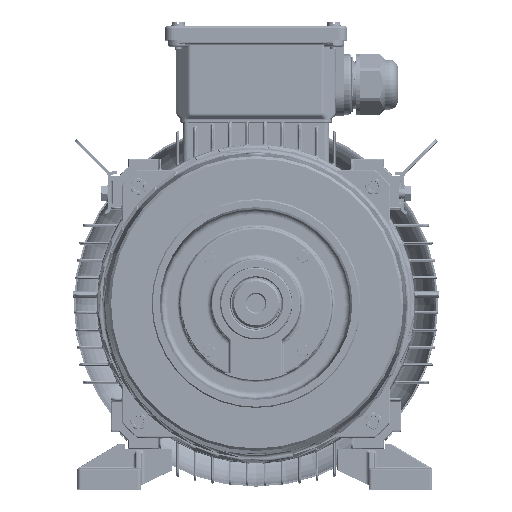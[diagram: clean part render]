
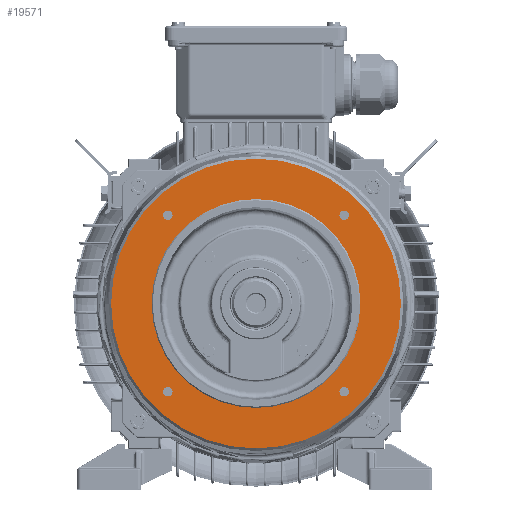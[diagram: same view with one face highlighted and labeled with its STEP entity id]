
A CAD part, top view. The second image highlights one B-rep face of the part: STEP entity #19571.
In plain terms, the highlighted planar face has unit normal (0, 0, 1).
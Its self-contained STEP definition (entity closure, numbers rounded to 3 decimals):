
#12465=PLANE('',#159573);
#14631=FACE_BOUND('',#39745,.T.);
#14632=FACE_BOUND('',#39746,.T.);
#14633=FACE_BOUND('',#39747,.T.);
#14634=FACE_BOUND('',#39748,.T.);
#14635=FACE_BOUND('',#39749,.T.);
#14636=FACE_BOUND('',#39750,.T.);
#19571=ADVANCED_FACE('',(#14631,#14632,#14633,#14634,#14635,#14636),#12465,
 .T.);
#39745=EDGE_LOOP('',(#92724));
#39746=EDGE_LOOP('',(#92725,#92726));
#39747=EDGE_LOOP('',(#92727,#92728));
#39748=EDGE_LOOP('',(#92729));
#39749=EDGE_LOOP('',(#92730,#92731));
#39750=EDGE_LOOP('',(#92732,#92733));
#92724=ORIENTED_EDGE('',*,*,#138770,.T.);
#92725=ORIENTED_EDGE('',*,*,#138771,.F.);
#92726=ORIENTED_EDGE('',*,*,#138772,.F.);
#92727=ORIENTED_EDGE('',*,*,#138773,.F.);
#92728=ORIENTED_EDGE('',*,*,#138774,.F.);
#92729=ORIENTED_EDGE('',*,*,#138775,.F.);
#92730=ORIENTED_EDGE('',*,*,#138776,.T.);
#92731=ORIENTED_EDGE('',*,*,#138777,.T.);
#92732=ORIENTED_EDGE('',*,*,#138778,.T.);
#92733=ORIENTED_EDGE('',*,*,#138779,.T.);
#120612=VERTEX_POINT('',#245767);
#120613=VERTEX_POINT('',#245769);
#120614=VERTEX_POINT('',#245770);
#120615=VERTEX_POINT('',#245773);
#120616=VERTEX_POINT('',#245774);
#120617=VERTEX_POINT('',#245777);
#120618=VERTEX_POINT('',#245779);
#120619=VERTEX_POINT('',#245780);
#120620=VERTEX_POINT('',#245783);
#120621=VERTEX_POINT('',#245784);
#138770=EDGE_CURVE('',#120612,#120612,#150317,.T.);
#138771=EDGE_CURVE('',#120613,#120614,#150318,.T.);
#138772=EDGE_CURVE('',#120614,#120613,#150319,.T.);
#138773=EDGE_CURVE('',#120615,#120616,#150320,.T.);
#138774=EDGE_CURVE('',#120616,#120615,#150321,.T.);
#138775=EDGE_CURVE('',#120617,#120617,#150322,.T.);
#138776=EDGE_CURVE('',#120618,#120619,#150323,.T.);
#138777=EDGE_CURVE('',#120619,#120618,#150324,.T.);
#138778=EDGE_CURVE('',#120620,#120621,#150325,.T.);
#138779=EDGE_CURVE('',#120621,#120620,#150326,.T.);
#150317=CIRCLE('',#159563,124.862);
#150318=CIRCLE('',#159564,4.1);
#150319=CIRCLE('',#159565,4.1);
#150320=CIRCLE('',#159566,4.1);
#150321=CIRCLE('',#159567,4.1);
#150322=CIRCLE('',#159568,90.);
#150323=CIRCLE('',#159569,4.1);
#150324=CIRCLE('',#159570,4.1);
#150325=CIRCLE('',#159571,4.1);
#150326=CIRCLE('',#159572,4.1);
#159563=AXIS2_PLACEMENT_3D('',#245766,#187173,#187174);
#159564=AXIS2_PLACEMENT_3D('',#245768,#187175,#187176);
#159565=AXIS2_PLACEMENT_3D('',#245771,#187177,#187178);
#159566=AXIS2_PLACEMENT_3D('',#245772,#187179,#187180);
#159567=AXIS2_PLACEMENT_3D('',#245775,#187181,#187182);
#159568=AXIS2_PLACEMENT_3D('',#245776,#187183,#187184);
#159569=AXIS2_PLACEMENT_3D('',#245778,#187185,#187186);
#159570=AXIS2_PLACEMENT_3D('',#245781,#187187,#187188);
#159571=AXIS2_PLACEMENT_3D('',#245782,#187189,#187190);
#159572=AXIS2_PLACEMENT_3D('',#245785,#187191,#187192);
#159573=AXIS2_PLACEMENT_3D('',#245786,#187193,#187194);
#187173=DIRECTION('',(0.,0.,1.));
#187174=DIRECTION('',(-1.,0.,0.));
#187175=DIRECTION('',(0.,0.,1.));
#187176=DIRECTION('',(-1.,0.,0.));
#187177=DIRECTION('',(0.,0.,1.));
#187178=DIRECTION('',(-1.,0.,0.));
#187179=DIRECTION('',(0.,0.,1.));
#187180=DIRECTION('',(-1.,0.,0.));
#187181=DIRECTION('',(0.,0.,1.));
#187182=DIRECTION('',(-1.,0.,0.));
#187183=DIRECTION('',(0.,0.,1.));
#187184=DIRECTION('',(-1.,0.,0.));
#187185=DIRECTION('',(0.,0.,-1.));
#187186=DIRECTION('',(-1.,0.,0.));
#187187=DIRECTION('',(0.,0.,-1.));
#187188=DIRECTION('',(-1.,0.,0.));
#187189=DIRECTION('',(0.,0.,-1.));
#187190=DIRECTION('',(-1.,0.,0.));
#187191=DIRECTION('',(0.,0.,-1.));
#187192=DIRECTION('',(-1.,0.,0.));
#187193=DIRECTION('',(0.,0.,1.));
#187194=DIRECTION('',(1.,0.,0.));
#245766=CARTESIAN_POINT('',(0.,-2.582,213.457));
#245767=CARTESIAN_POINT('',(-124.862,-2.582,213.457));
#245768=CARTESIAN_POINT('',(76.009,73.426,213.457));
#245769=CARTESIAN_POINT('',(71.909,73.426,213.457));
#245770=CARTESIAN_POINT('',(80.109,73.426,213.457));
#245771=CARTESIAN_POINT('',(76.009,73.426,213.457));
#245772=CARTESIAN_POINT('',(-76.015,73.433,213.457));
#245773=CARTESIAN_POINT('',(-80.115,73.433,213.457));
#245774=CARTESIAN_POINT('',(-71.915,73.433,213.457));
#245775=CARTESIAN_POINT('',(-76.015,73.433,213.457));
#245776=CARTESIAN_POINT('',(0.,-2.582,213.457));
#245777=CARTESIAN_POINT('',(-90.,-2.582,213.457));
#245778=CARTESIAN_POINT('',(76.009,-78.591,213.457));
#245779=CARTESIAN_POINT('',(71.909,-78.591,213.457));
#245780=CARTESIAN_POINT('',(80.109,-78.591,213.457));
#245781=CARTESIAN_POINT('',(76.009,-78.591,213.457));
#245782=CARTESIAN_POINT('',(-76.015,-78.597,213.457));
#245783=CARTESIAN_POINT('',(-80.115,-78.597,213.457));
#245784=CARTESIAN_POINT('',(-71.915,-78.597,213.457));
#245785=CARTESIAN_POINT('',(-76.015,-78.597,213.457));
#245786=CARTESIAN_POINT('',(0.,87.418,213.457));
